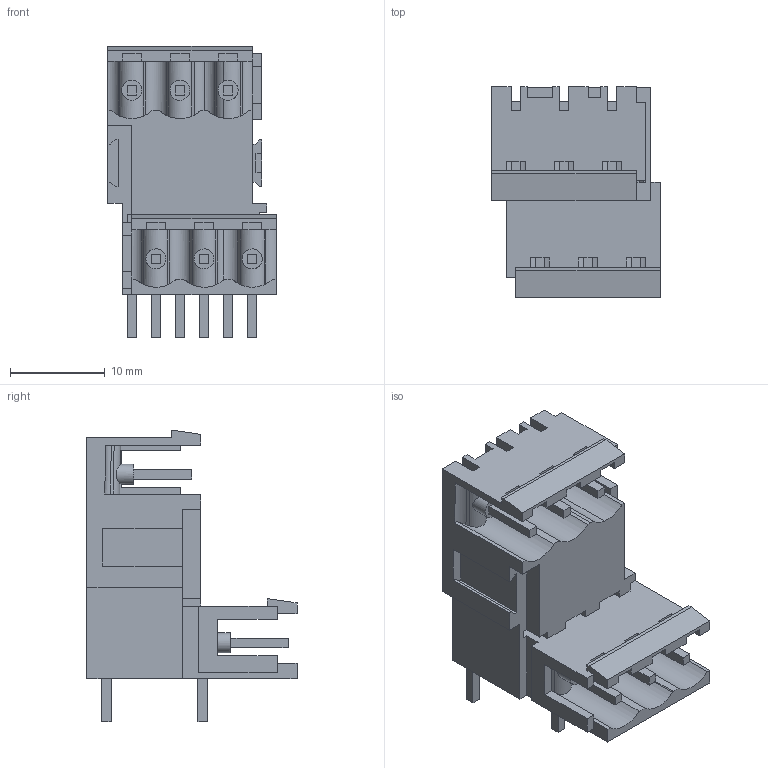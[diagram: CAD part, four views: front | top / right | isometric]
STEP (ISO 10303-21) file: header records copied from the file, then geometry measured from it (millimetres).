
FILE_DESCRIPTION(('CATIA V5R22 STEP214','CAx-IF Rec.Pracs.--- Model Styling and Organization---1.4--- 2014-01-23'),'2;1');
FILE_NAME ('D1454950_1_1725430000_1725430000.stp','2023-03-17T12:52:21+00:00',('none'),('Weidmueller'),'CATIA Version 5-6 Release 2016 SP3 HF44','CATIA V5 STEP AP214','none');
FILE_SCHEMA(('AUTOMOTIVE_DESIGN { 1 0 10303 214 1 1 1 1 }'));
Length unit declared in the file: millimetre
Products named in the file (1): 1725430000
Bounding box: 17.78 x 22.16 x 30.71 mm (x, y, z)
Volume: 3600.2 mm3; surface area: 4770.4 mm2
Topology: 7 solids, 7 shells, 287 faces, 882 edges, 592 vertices
Faces by surface type: plane 241, cylinder 46
Entity records: 9942 total; most frequent: CARTESIAN_POINT 2352, ORIENTED_EDGE 1764, DIRECTION 1265, EDGE_CURVE 882, VECTOR 754, LINE 754, VERTEX_POINT 592, EDGE_LOOP 300
